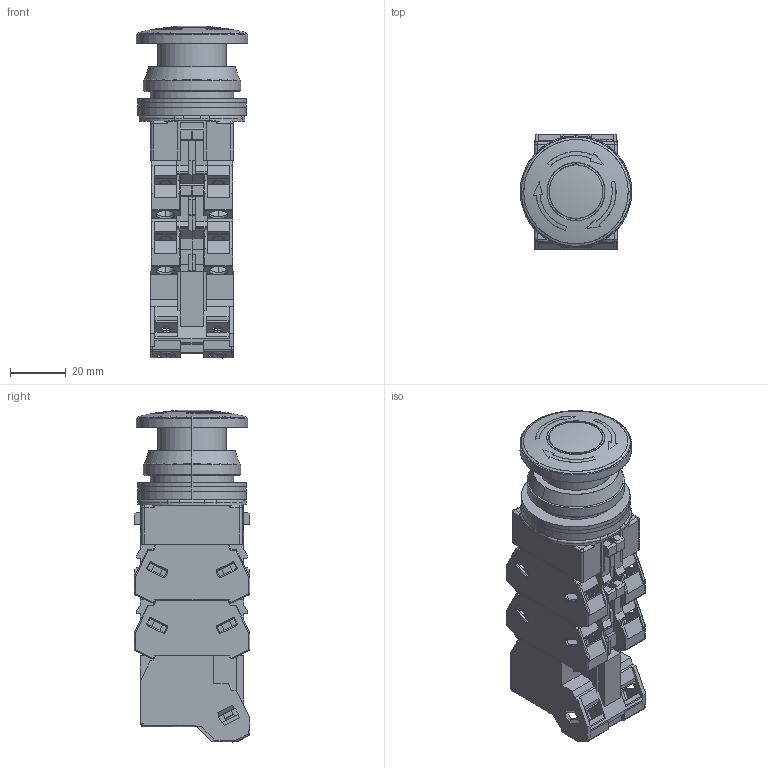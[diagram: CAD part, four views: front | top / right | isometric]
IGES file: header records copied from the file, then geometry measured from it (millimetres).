
Start section: SolidWorks IGES file using analytic representation for surfaces
Global section: file name: AVLN3[16][26]xxDNR.IGS; native system: SolidWorks 2019; preprocessor: SolidWorks 2019; author: 1003605; date: 210128.162844; units: millimetre
Bounding box: 40 x 41.4 x 119.09 mm (x, y, z)
Surface area: 43195 mm2 (no closed solid volume)
Topology: 0 solids, 0 shells, 1554 faces, 14044 edges, 14019 vertices
Faces by surface type: bspline 1116, revolution 438
